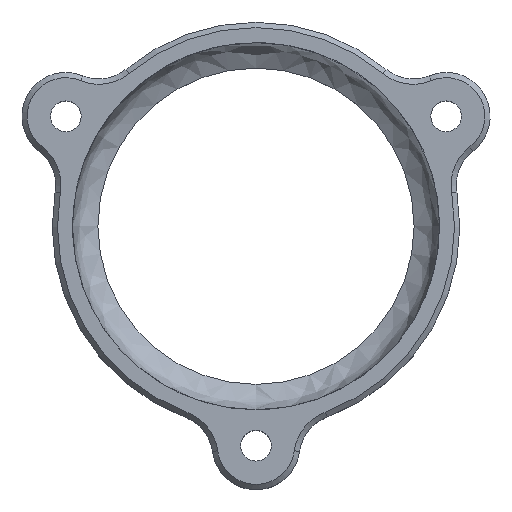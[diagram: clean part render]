
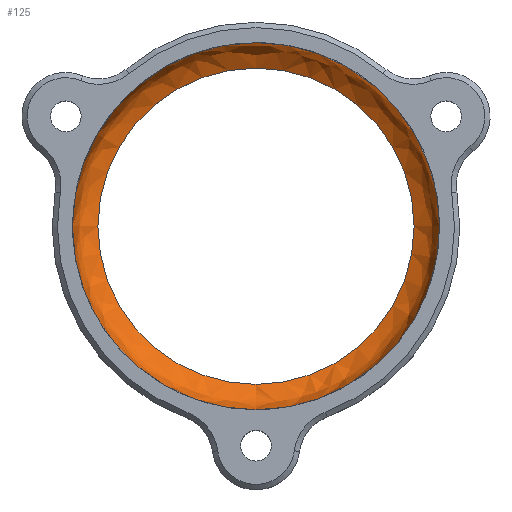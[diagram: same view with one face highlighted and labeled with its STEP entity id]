
A CAD part, top view. The second image highlights one B-rep face of the part: STEP entity #125.
In plain terms, the highlighted free-form (B-spline) face has degree [3, 3] with [7, 4] control points.
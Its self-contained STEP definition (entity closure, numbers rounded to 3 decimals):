
#125=ADVANCED_FACE('',(#273,#275),#277,.T.);
#273=FACE_BOUND('',#274,.T.);
#274=EDGE_LOOP('',(#580,#581));
#275=FACE_OUTER_BOUND('',#276,.T.);
#276=EDGE_LOOP('',(#582));
#277=(BOUNDED_SURFACE()B_SPLINE_SURFACE(3,3,(
(#278,#279,#280,#281),
(#282,#283,#284,#285),
(#286,#287,#288,#289),
(#290,#291,#292,#293),
(#294,#295,#296,#297),
(#298,#299,#300,#301),
(#302,#303,#304,#305)),
.UNSPECIFIED.,.T.,.F.,.F.)B_SPLINE_SURFACE_WITH_KNOTS((4,3,4),
(4,4),
(0.,3.142,6.283),
(-1.332,0.),
.UNSPECIFIED.)GEOMETRIC_REPRESENTATION_ITEM()RATIONAL_B_SPLINE_SURFACE((
(1.,0.858,0.858,1.),
(0.333,0.286,0.286,0.333),
(0.333,0.286,0.286,0.333),
(1.,0.858,0.858,1.),
(0.333,0.286,0.286,0.333),
(0.333,0.286,0.286,0.333),
(1.,0.858,0.858,1.)))REPRESENTATION_ITEM('')SURFACE());
#278=CARTESIAN_POINT('',(0.,-18.,0.114));
#279=CARTESIAN_POINT('',(0.,-19.773,0.569));
#280=CARTESIAN_POINT('',(0.,-20.9,2.079));
#281=CARTESIAN_POINT('',(0.,-20.9,4.));
#282=CARTESIAN_POINT('',(-36.,-18.,0.114));
#283=CARTESIAN_POINT('',(-39.546,-19.773,0.569));
#284=CARTESIAN_POINT('',(-41.8,-20.9,2.079));
#285=CARTESIAN_POINT('',(-41.8,-20.9,4.));
#286=CARTESIAN_POINT('',(-36.,18.,0.114));
#287=CARTESIAN_POINT('',(-39.546,19.773,0.569));
#288=CARTESIAN_POINT('',(-41.8,20.9,2.079));
#289=CARTESIAN_POINT('',(-41.8,20.9,4.));
#290=CARTESIAN_POINT('',(0.,18.,0.114));
#291=CARTESIAN_POINT('',(0.,19.773,0.569));
#292=CARTESIAN_POINT('',(0.,20.9,2.079));
#293=CARTESIAN_POINT('',(0.,20.9,4.));
#294=CARTESIAN_POINT('',(36.,18.,0.114));
#295=CARTESIAN_POINT('',(39.546,19.773,0.569));
#296=CARTESIAN_POINT('',(41.8,20.9,2.079));
#297=CARTESIAN_POINT('',(41.8,20.9,4.));
#298=CARTESIAN_POINT('',(36.,-18.,0.114));
#299=CARTESIAN_POINT('',(39.546,-19.773,0.569));
#300=CARTESIAN_POINT('',(41.8,-20.9,2.079));
#301=CARTESIAN_POINT('',(41.8,-20.9,4.));
#302=CARTESIAN_POINT('',(0.,-18.,0.114));
#303=CARTESIAN_POINT('',(0.,-19.773,0.569));
#304=CARTESIAN_POINT('',(0.,-20.9,2.079));
#305=CARTESIAN_POINT('',(0.,-20.9,4.));
#580=ORIENTED_EDGE('',*,*,#714,.F.);
#581=ORIENTED_EDGE('',*,*,#713,.F.);
#582=ORIENTED_EDGE('',*,*,#758,.F.);
#713=EDGE_CURVE('',#808,#809,#810,.T.);
#714=EDGE_CURVE('',#809,#808,#811,.T.);
#758=EDGE_CURVE('',#886,#886,#887,.T.);
#808=VERTEX_POINT('',#962);
#809=VERTEX_POINT('',#963);
#810=CIRCLE('',#964,18.);
#811=CIRCLE('',#968,18.);
#886=VERTEX_POINT('',#1163);
#887=CIRCLE('',#1164,20.9);
#962=CARTESIAN_POINT('',(0.,-18.,0.114));
#963=CARTESIAN_POINT('',(-18.,0.,0.114));
#964=AXIS2_PLACEMENT_3D('',#965,#966,#967);
#965=CARTESIAN_POINT('',(0.,0.,0.114));
#966=DIRECTION('',(0.,0.,1.));
#967=DIRECTION('',(0.,-1.,0.));
#968=AXIS2_PLACEMENT_3D('',#969,#970,#971);
#969=CARTESIAN_POINT('',(0.,0.,0.114));
#970=DIRECTION('',(0.,0.,1.));
#971=DIRECTION('',(-1.,0.,0.));
#1163=CARTESIAN_POINT('',(0.,-20.9,4.));
#1164=AXIS2_PLACEMENT_3D('',#1165,#1166,#1167);
#1165=CARTESIAN_POINT('',(0.,0.,4.));
#1166=DIRECTION('',(0.,0.,-1.));
#1167=DIRECTION('',(0.,-1.,0.));
